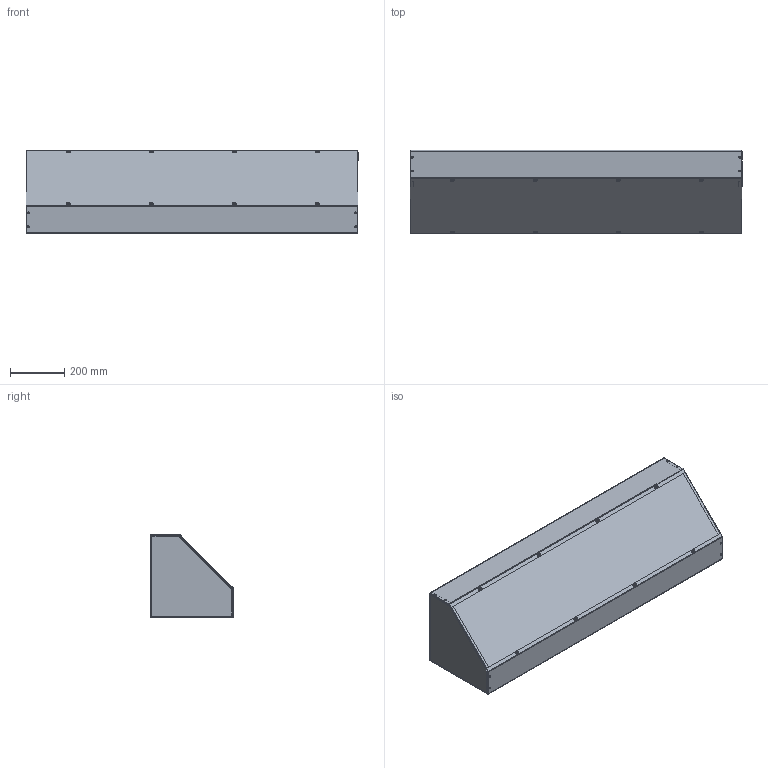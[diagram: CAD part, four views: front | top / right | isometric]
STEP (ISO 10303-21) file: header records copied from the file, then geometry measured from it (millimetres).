
FILE_DESCRIPTION (( 'STEP AP214' ), '1' );
FILE_NAME ('S121248ATNK.STEP', '2021-09-24T19:57:51', ( '' ), ( '' ), 'SwSTEP 2.0', 'SolidWorks 2021', '' );
FILE_SCHEMA (( 'AUTOMOTIVE_DESIGN' ));
Length unit declared in the file: inch
Products named in the file (1): S121248ATNK
Bounding box: 1219.2 x 306.83 x 306.83 mm (x, y, z)
Volume: 2851751 mm3; surface area: 3057039.6 mm2
Topology: 36 solids, 36 shells, 1806 faces, 4362 edges, 2636 vertices
Faces by surface type: cylinder 510, cone 480, plane 416, bspline 320, torus 80
Entity records: 85993 total; most frequent: CARTESIAN_POINT 20089, DIRECTION 9220, ORIENTED_EDGE 8628, EDGE_CURVE 4314, AXIS2_PLACEMENT_3D 3779, VERTEX_POINT 2636, CIRCLE 2292, EDGE_LOOP 2006
